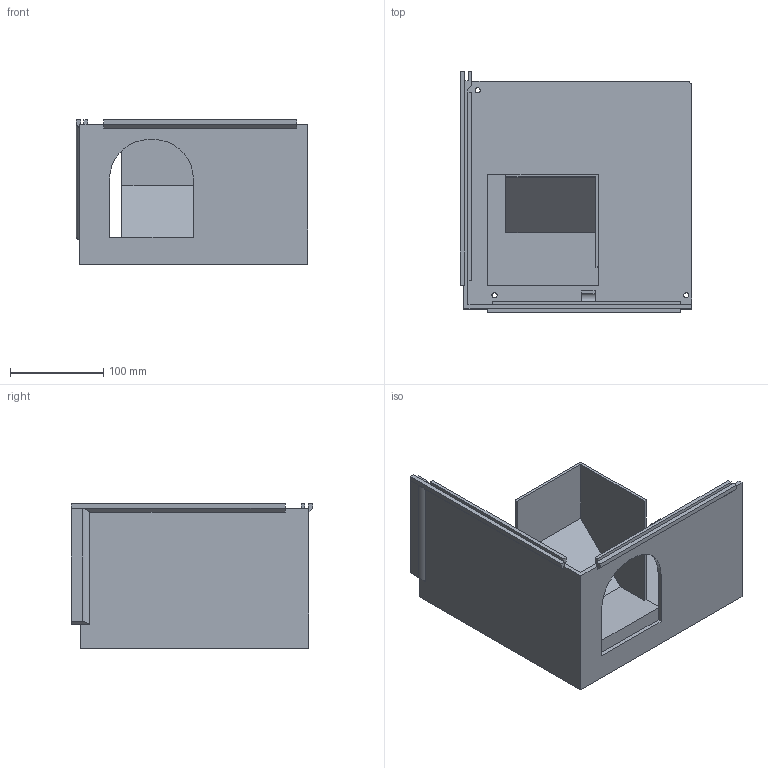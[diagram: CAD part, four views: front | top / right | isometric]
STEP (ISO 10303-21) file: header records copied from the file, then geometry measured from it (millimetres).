
FILE_DESCRIPTION(/* description */ (''),/* implementation_level */ '2;1');
FILE_NAME(/* name */ 'box front left.step',/* time_stamp */ '2023-06-26T20:15:00-05:00',/* author */ (''),/* organization */ (''),/* preprocessor_version */ 'ST-DEVELOPER v19.2',/* originating_system */ 'Autodesk Translation Framework v12.6.0.85',/* authorisation */ '');
FILE_SCHEMA (('AUTOMOTIVE_DESIGN { 1 0 10303 214 3 1 1 }'));
Length unit declared in the file: millimetre
Products named in the file (1): Candy Claw 3D render
Bounding box: 249 x 259.2 x 155 mm (x, y, z)
Volume: 1082594.1 mm3; surface area: 332051 mm2
Topology: 1 solids, 1 shells, 588 faces, 1449 edges, 966 vertices
Faces by surface type: plane 573, cylinder 15
Full cylindrical faces by diameter (mm): 5.5 x3, 10 x1
Entity records: 17064 total; most frequent: CARTESIAN_POINT 3004, ORIENTED_EDGE 2898, DIRECTION 2660, EDGE_CURVE 1449, LINE 1416, VECTOR 1416, VERTEX_POINT 966, EDGE_LOOP 699
